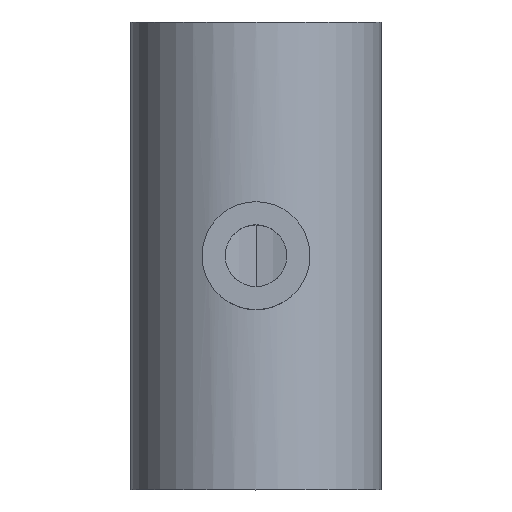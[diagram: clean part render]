
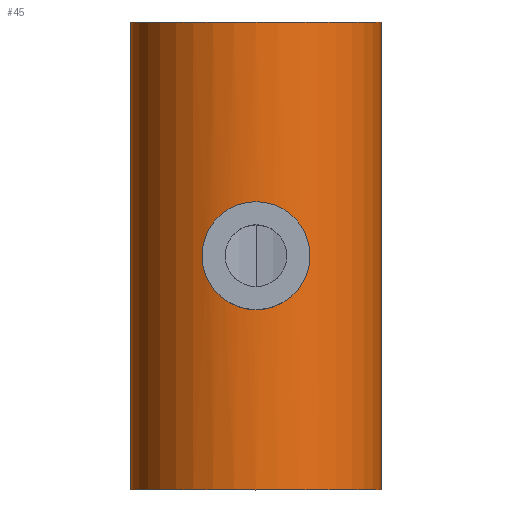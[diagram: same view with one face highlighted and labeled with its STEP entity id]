
A CAD part, top view. The second image highlights one B-rep face of the part: STEP entity #45.
In plain terms, the highlighted cylindrical face has radius 38.5 mm (diameter 77 mm), a partial arc.
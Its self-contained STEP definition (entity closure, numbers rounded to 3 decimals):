
#45=ADVANCED_FACE('',(#103,#104),#105,.T.);
#103=FACE_OUTER_BOUND('',#178,.T.);
#104=FACE_BOUND('',#179,.T.);
#105=CYLINDRICAL_SURFACE('',#180,38.5);
#178=EDGE_LOOP('',(#247,#248,#249,#250));
#179=EDGE_LOOP('',(#251,#252));
#180=AXIS2_PLACEMENT_3D('',#253,#254,#255);
#247=ORIENTED_EDGE('',*,*,#418,.F.);
#248=ORIENTED_EDGE('',*,*,#419,.F.);
#249=ORIENTED_EDGE('',*,*,#420,.F.);
#250=ORIENTED_EDGE('',*,*,#421,.F.);
#251=ORIENTED_EDGE('',*,*,#422,.T.);
#252=ORIENTED_EDGE('',*,*,#423,.T.);
#253=CARTESIAN_POINT('',(0.0,0.0,0.0));
#254=DIRECTION('',(0.0,-1.0,0.0));
#255=DIRECTION('',(1.0,0.0,0.0));
#418=EDGE_CURVE('',#484,#485,#486,.T.);
#419=EDGE_CURVE('',#487,#484,#488,.T.);
#420=EDGE_CURVE('',#489,#487,#490,.T.);
#421=EDGE_CURVE('',#485,#489,#491,.T.);
#422=EDGE_CURVE('',#492,#493,#494,.T.);
#423=EDGE_CURVE('',#493,#492,#495,.T.);
#484=VERTEX_POINT('',#580);
#485=VERTEX_POINT('',#581);
#486=LINE('',#582,#583);
#487=VERTEX_POINT('',#584);
#488=CIRCLE('',#585,38.5);
#489=VERTEX_POINT('',#586);
#490=LINE('',#587,#588);
#491=CIRCLE('',#589,38.5);
#492=VERTEX_POINT('',#590);
#493=VERTEX_POINT('',#591);
#494=B_SPLINE_CURVE_WITH_KNOTS('',3,(#592,#593,#594,#595,#596,#597,#598,#599,#600,#601,#602,#603,#604,#605,#606,#607,#608,#609,#610,#611,#612,#613,#614,#615,#616,#617,#618,#619,#620,#621,#622,#623,#624,#625),.UNSPECIFIED.,.F.,.F.,(4,2,2,2,2,2,2,2,2,2,2,2,2,2,2,2,4),(0.0,2.86,5.719,8.579,11.438,14.295,17.152,20.009,22.866,25.723,28.58,31.437,34.294,37.154,40.013,42.873,45.733),.UNSPECIFIED.);
#495=B_SPLINE_CURVE_WITH_KNOTS('',3,(#626,#627,#628,#629,#630,#631,#632,#633,#634,#635,#636,#637,#638,#639,#640,#641,#642,#643,#644,#645,#646,#647,#648,#649,#650,#651,#652,#653,#654,#655,#656,#657,#658,#659),.UNSPECIFIED.,.F.,.F.,(4,2,2,2,2,2,2,2,2,2,2,2,2,2,2,2,4),(45.733,48.592,51.452,54.311,57.171,60.028,62.885,65.742,68.599,71.456,74.313,77.17,80.027,82.886,85.746,88.606,91.465),.UNSPECIFIED.);
#580=CARTESIAN_POINT('',(38.5,72.0,0.0));
#581=CARTESIAN_POINT('',(38.5,-72.0,0.0));
#582=CARTESIAN_POINT('',(38.5,0.0,0.));
#583=VECTOR('',#824,1.0);
#584=CARTESIAN_POINT('',(-38.5,72.0,0.));
#585=AXIS2_PLACEMENT_3D('',#825,#826,#827);
#586=CARTESIAN_POINT('',(-38.5,-72.0,0.));
#587=CARTESIAN_POINT('',(-38.5,0.0,0.));
#588=VECTOR('',#828,1.0);
#589=AXIS2_PLACEMENT_3D('',#829,#830,#831);
#590=CARTESIAN_POINT('',(15.0,0.0,35.458));
#591=CARTESIAN_POINT('',(-15.0,0.,35.458));
#592=CARTESIAN_POINT('',(15.0,0.0,35.458));
#593=CARTESIAN_POINT('',(15.0,-0.953,35.458));
#594=CARTESIAN_POINT('',(14.908,-1.935,35.497));
#595=CARTESIAN_POINT('',(14.523,-3.882,35.656));
#596=CARTESIAN_POINT('',(14.231,-4.846,35.776));
#597=CARTESIAN_POINT('',(13.462,-6.69,36.072));
#598=CARTESIAN_POINT('',(12.986,-7.572,36.249));
#599=CARTESIAN_POINT('',(11.888,-9.2,36.623));
#600=CARTESIAN_POINT('',(11.267,-9.946,36.821));
#601=CARTESIAN_POINT('',(9.947,-11.267,37.199));
#602=CARTESIAN_POINT('',(9.201,-11.888,37.394));
#603=CARTESIAN_POINT('',(7.573,-12.985,37.757));
#604=CARTESIAN_POINT('',(6.691,-13.462,37.926));
#605=CARTESIAN_POINT('',(4.845,-14.231,38.205));
#606=CARTESIAN_POINT('',(3.881,-14.523,38.316));
#607=CARTESIAN_POINT('',(1.934,-14.908,38.464));
#608=CARTESIAN_POINT('',(0.952,-15.0,38.5));
#609=CARTESIAN_POINT('',(-0.952,-15.0,38.5));
#610=CARTESIAN_POINT('',(-1.934,-14.908,38.464));
#611=CARTESIAN_POINT('',(-3.881,-14.523,38.316));
#612=CARTESIAN_POINT('',(-4.845,-14.231,38.205));
#613=CARTESIAN_POINT('',(-6.691,-13.462,37.926));
#614=CARTESIAN_POINT('',(-7.573,-12.985,37.757));
#615=CARTESIAN_POINT('',(-9.201,-11.888,37.394));
#616=CARTESIAN_POINT('',(-9.947,-11.267,37.199));
#617=CARTESIAN_POINT('',(-11.267,-9.946,36.821));
#618=CARTESIAN_POINT('',(-11.888,-9.2,36.623));
#619=CARTESIAN_POINT('',(-12.986,-7.572,36.249));
#620=CARTESIAN_POINT('',(-13.462,-6.69,36.072));
#621=CARTESIAN_POINT('',(-14.231,-4.846,35.776));
#622=CARTESIAN_POINT('',(-14.523,-3.882,35.656));
#623=CARTESIAN_POINT('',(-14.908,-1.935,35.497));
#624=CARTESIAN_POINT('',(-15.0,-0.953,35.458));
#625=CARTESIAN_POINT('',(-15.0,0.,35.458));
#626=CARTESIAN_POINT('',(-15.0,0.,35.458));
#627=CARTESIAN_POINT('',(-15.0,0.953,35.458));
#628=CARTESIAN_POINT('',(-14.908,1.935,35.497));
#629=CARTESIAN_POINT('',(-14.523,3.882,35.656));
#630=CARTESIAN_POINT('',(-14.231,4.846,35.776));
#631=CARTESIAN_POINT('',(-13.462,6.69,36.072));
#632=CARTESIAN_POINT('',(-12.986,7.572,36.249));
#633=CARTESIAN_POINT('',(-11.888,9.2,36.623));
#634=CARTESIAN_POINT('',(-11.267,9.946,36.821));
#635=CARTESIAN_POINT('',(-9.947,11.267,37.199));
#636=CARTESIAN_POINT('',(-9.201,11.888,37.394));
#637=CARTESIAN_POINT('',(-7.573,12.985,37.757));
#638=CARTESIAN_POINT('',(-6.691,13.462,37.926));
#639=CARTESIAN_POINT('',(-4.845,14.231,38.205));
#640=CARTESIAN_POINT('',(-3.881,14.523,38.316));
#641=CARTESIAN_POINT('',(-1.934,14.908,38.464));
#642=CARTESIAN_POINT('',(-0.952,15.0,38.5));
#643=CARTESIAN_POINT('',(0.952,15.0,38.5));
#644=CARTESIAN_POINT('',(1.934,14.908,38.464));
#645=CARTESIAN_POINT('',(3.881,14.523,38.316));
#646=CARTESIAN_POINT('',(4.845,14.231,38.205));
#647=CARTESIAN_POINT('',(6.691,13.462,37.926));
#648=CARTESIAN_POINT('',(7.573,12.985,37.757));
#649=CARTESIAN_POINT('',(9.201,11.888,37.394));
#650=CARTESIAN_POINT('',(9.947,11.267,37.199));
#651=CARTESIAN_POINT('',(11.267,9.946,36.821));
#652=CARTESIAN_POINT('',(11.888,9.2,36.623));
#653=CARTESIAN_POINT('',(12.986,7.572,36.249));
#654=CARTESIAN_POINT('',(13.462,6.69,36.072));
#655=CARTESIAN_POINT('',(14.231,4.846,35.776));
#656=CARTESIAN_POINT('',(14.523,3.882,35.656));
#657=CARTESIAN_POINT('',(14.908,1.935,35.497));
#658=CARTESIAN_POINT('',(15.0,0.953,35.458));
#659=CARTESIAN_POINT('',(15.0,0.0,35.458));
#824=DIRECTION('',(0.0,-1.0,0.0));
#825=CARTESIAN_POINT('',(0.0,72.0,0.0));
#826=DIRECTION('',(-0.0,1.0,0.0));
#827=DIRECTION('',(1.0,0.0,0.0));
#828=DIRECTION('',(-0.0,1.0,-0.0));
#829=CARTESIAN_POINT('',(0.0,-72.0,0.0));
#830=DIRECTION('',(0.0,-1.0,0.0));
#831=DIRECTION('',(1.0,0.0,0.0));
